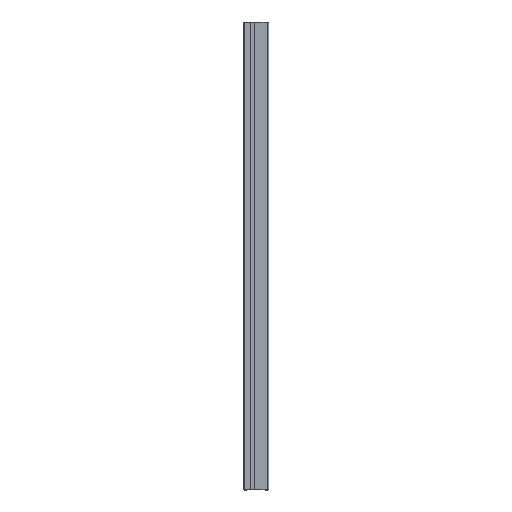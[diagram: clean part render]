
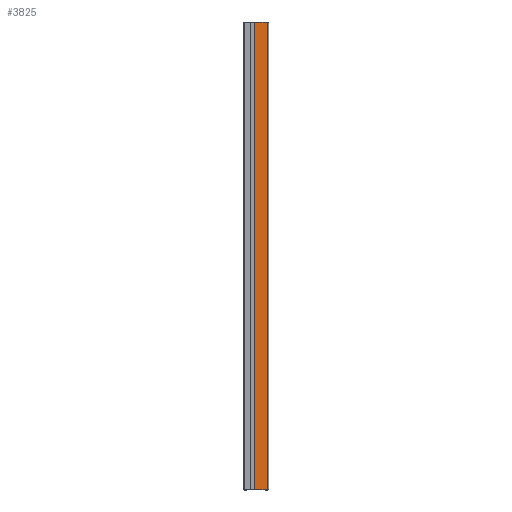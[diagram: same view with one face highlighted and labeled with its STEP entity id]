
A CAD part, left-side view. The second image highlights one B-rep face of the part: STEP entity #3825.
In plain terms, the highlighted face is planar.
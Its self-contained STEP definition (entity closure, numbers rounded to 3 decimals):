
#1903=ORIENTED_EDGE('',*,*,#2704,.T.);
#1904=ORIENTED_EDGE('',*,*,#2705,.F.);
#1905=ORIENTED_EDGE('',*,*,#2701,.F.);
#1906=ORIENTED_EDGE('',*,*,#2706,.T.);
#2247=VECTOR('',#3053,1.);
#2250=VECTOR('',#3058,1.);
#2251=VECTOR('',#3059,1.);
#2252=VECTOR('',#3060,1.);
#2413=LINE('',#3393,#2247);
#2416=LINE('',#3399,#2250);
#2417=LINE('',#3400,#2251);
#2418=LINE('',#3401,#2252);
#2567=VERTEX_POINT('',#3391);
#2568=VERTEX_POINT('',#3392);
#2569=VERTEX_POINT('',#3397);
#2570=VERTEX_POINT('',#3398);
#2701=EDGE_CURVE('',#2567,#2568,#2413,.T.);
#2704=EDGE_CURVE('',#2569,#2570,#2416,.T.);
#2705=EDGE_CURVE('',#2568,#2570,#2417,.T.);
#2706=EDGE_CURVE('',#2567,#2569,#2418,.T.);
#2855=EDGE_LOOP('',(#1903,#1904,#1905,#1906));
#2927=FACE_BOUND('',#2855,.T.);
#3053=DIRECTION('',(-1000.,0.,0.));
#3056=DIRECTION('',(0.,0.,-1.));
#3057=DIRECTION('',(0.,1.,0.));
#3058=DIRECTION('',(-1000.,0.,0.));
#3059=DIRECTION('',(0.,-26.9,0.));
#3060=DIRECTION('',(0.,-26.9,0.));
#3391=CARTESIAN_POINT('',(1000.,15.9,-40.));
#3392=CARTESIAN_POINT('',(0.,15.9,-40.));
#3393=CARTESIAN_POINT('',(1000.,15.9,-40.));
#3396=CARTESIAN_POINT('',(1000.,-11.,-40.));
#3397=CARTESIAN_POINT('',(1000.,-11.,-40.));
#3398=CARTESIAN_POINT('',(0.,-11.,-40.));
#3399=CARTESIAN_POINT('',(1000.,-11.,-40.));
#3400=CARTESIAN_POINT('',(0.,15.9,-40.));
#3401=CARTESIAN_POINT('',(1000.,15.9,-40.));
#3690=AXIS2_PLACEMENT_3D('',#3396,#3056,#3057);
#3769=PLANE('',#3690);
#3825=ADVANCED_FACE('',(#2927),#3769,.T.);
